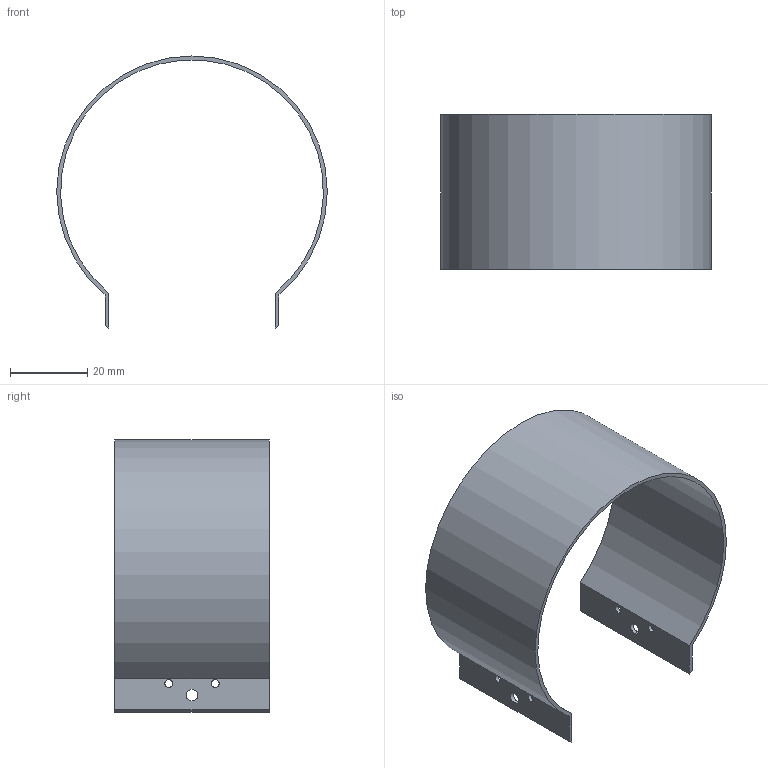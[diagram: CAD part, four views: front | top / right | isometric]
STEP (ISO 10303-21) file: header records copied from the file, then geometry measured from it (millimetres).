
FILE_DESCRIPTION((''),'2;1');
FILE_NAME('OBMP-FWM-1620','2023-10-12T10:39:46',('ccha425'),('Department of Mechanical Engineering, The University of Auckland'),'CREO PARAMETRIC BY PTC INC, 2017260','CREO PARAMETRIC BY PTC INC, 2017260','');
FILE_SCHEMA(('CONFIG_CONTROL_DESIGN'));
Length unit declared in the file: millimetre
Products named in the file (1): OBMP-FWM-1620
Bounding box: 70 x 40 x 70.36 mm (x, y, z)
Volume: 7413.2 mm3; surface area: 15336.4 mm2
Topology: 1 solids, 1 shells, 22 faces, 60 edges, 40 vertices
Faces by surface type: cylinder 16, plane 6
Entity records: 778 total; most frequent: DIRECTION 136, CARTESIAN_POINT 122, ORIENTED_EDGE 120, EDGE_CURVE 60, AXIS2_PLACEMENT_3D 54, VERTEX_POINT 40, EDGE_LOOP 34, CIRCLE 32
